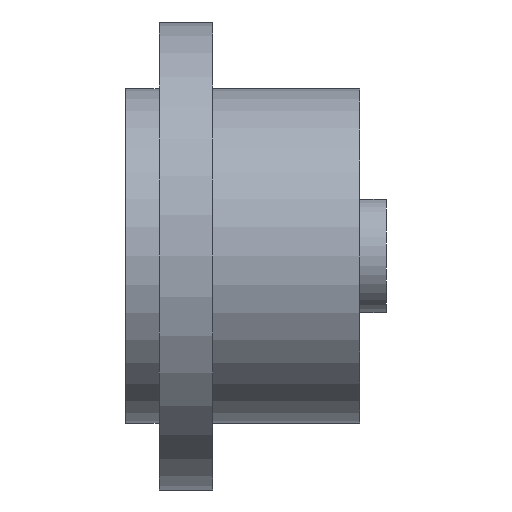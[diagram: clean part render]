
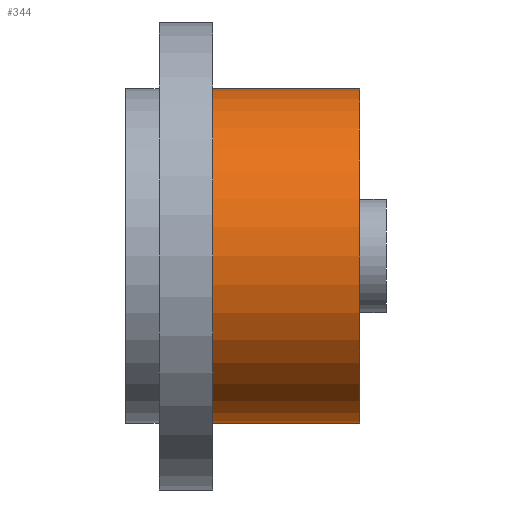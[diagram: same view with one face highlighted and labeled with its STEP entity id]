
A CAD part, left-side view. The second image highlights one B-rep face of the part: STEP entity #344.
In plain terms, the highlighted cylindrical face has radius 2.5 mm (diameter 5 mm), a partial arc.
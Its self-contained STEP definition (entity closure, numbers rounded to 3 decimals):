
#4 = EDGE_CURVE ( 'NONE', #93, #492, #488, .T. ) ;
#32 = CARTESIAN_POINT ( 'NONE',  ( -7.31, -2.2, 2.5 ) ) ;
#71 = CARTESIAN_POINT ( 'NONE',  ( -7.31, -2.2, -2.5 ) ) ;
#79 = EDGE_CURVE ( 'NONE', #558, #93, #812, .T. ) ;
#93 = VERTEX_POINT ( 'NONE', #272 ) ;
#148 = CARTESIAN_POINT ( 'NONE',  ( -7.31, 0., -2.5 ) ) ;
#170 = DIRECTION ( 'NONE',  ( 0., 1., 0. ) ) ;
#182 = DIRECTION ( 'NONE',  ( 0., 0., -1. ) ) ;
#231 = CARTESIAN_POINT ( 'NONE',  ( -7.31, -2.2, 2.5 ) ) ;
#233 = CYLINDRICAL_SURFACE ( 'NONE', #410, 2.5 ) ;
#260 = CIRCLE ( 'NONE', #585, 2.5 ) ;
#261 = AXIS2_PLACEMENT_3D ( 'NONE', #435, #695, #182 ) ;
#266 = LINE ( 'NONE', #71, #680 ) ;
#271 = VERTEX_POINT ( 'NONE', #768 ) ;
#272 = CARTESIAN_POINT ( 'NONE',  ( -7.31, 0., 2.5 ) ) ;
#303 = CARTESIAN_POINT ( 'NONE',  ( -7.31, -2.2, 0. ) ) ;
#344 = ADVANCED_FACE ( 'NONE', ( #363 ), #233, .T. ) ;
#346 = ORIENTED_EDGE ( 'NONE', *, *, #799, .F. ) ;
#349 = ORIENTED_EDGE ( 'NONE', *, *, #625, .F. ) ;
#355 = DIRECTION ( 'NONE',  ( 0., 0., 1. ) ) ;
#363 = FACE_OUTER_BOUND ( 'NONE', #761, .T. ) ;
#410 = AXIS2_PLACEMENT_3D ( 'NONE', #303, #170, #355 ) ;
#435 = CARTESIAN_POINT ( 'NONE',  ( -7.31, 0., 0. ) ) ;
#465 = DIRECTION ( 'NONE',  ( 0., -1., 0. ) ) ;
#487 = CARTESIAN_POINT ( 'NONE',  ( -7.31, -2.2, 0. ) ) ;
#488 = CIRCLE ( 'NONE', #261, 2.5 ) ;
#492 = VERTEX_POINT ( 'NONE', #148 ) ;
#510 = ORIENTED_EDGE ( 'NONE', *, *, #4, .T. ) ;
#558 = VERTEX_POINT ( 'NONE', #32 ) ;
#584 = DIRECTION ( 'NONE',  ( 0., 1., 0. ) ) ;
#585 = AXIS2_PLACEMENT_3D ( 'NONE', #487, #465, #734 ) ;
#600 = ORIENTED_EDGE ( 'NONE', *, *, #79, .T. ) ;
#613 = VECTOR ( 'NONE', #818, 1000. ) ;
#625 = EDGE_CURVE ( 'NONE', #558, #271, #260, .T. ) ;
#680 = VECTOR ( 'NONE', #584, 1000. ) ;
#695 = DIRECTION ( 'NONE',  ( 0., -1., 0. ) ) ;
#734 = DIRECTION ( 'NONE',  ( 0., 0., -1. ) ) ;
#761 = EDGE_LOOP ( 'NONE', ( #510, #346, #349, #600 ) ) ;
#768 = CARTESIAN_POINT ( 'NONE',  ( -7.31, -2.2, -2.5 ) ) ;
#799 = EDGE_CURVE ( 'NONE', #271, #492, #266, .T. ) ;
#812 = LINE ( 'NONE', #231, #613 ) ;
#818 = DIRECTION ( 'NONE',  ( 0., 1., 0. ) ) ;
